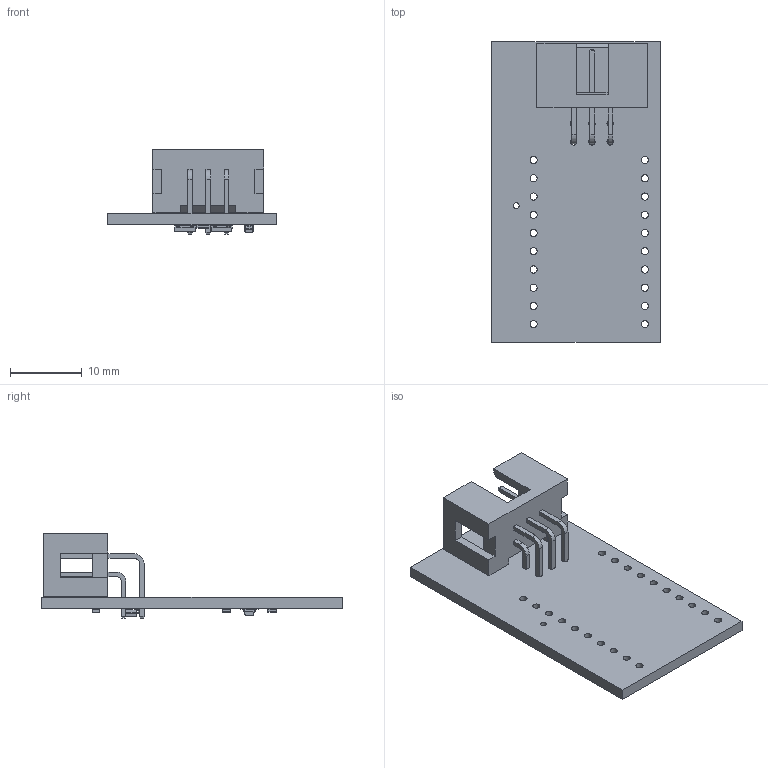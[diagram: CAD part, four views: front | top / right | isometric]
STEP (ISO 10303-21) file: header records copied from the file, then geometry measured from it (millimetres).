
FILE_DESCRIPTION(('KiCad electronic assembly'),'2;1');
FILE_NAME('usb-to-uart-converter-with-module.step','2024-01-06T21:05:26' ,('Pcbnew'),('Kicad'),'Open CASCADE STEP processor 7.7', 'KiCad to STEP converter','Unknown');
FILE_SCHEMA(('AUTOMOTIVE_DESIGN { 1 0 10303 214 1 1 1 1 }'));
Length unit declared in the file: millimetre
Products named in the file (12): usb-to-uart-converter-with-module 1; 2x3_MLW06A; SOLID; sod_323; dfn_2510a_10; sot_23_3; r_0805; usb-to-uart-converter-with-module PCB
Assembly tree (13 placements, depth 3):
  usb-to-uart-converter-with-module 1
    2x3_MLW06A
      SOLID
    sod_323
      SOLID
    dfn_2510a_10
      SOLID
    sot_23_3  x2
      SOLID
    r_0805  x2
      SOLID
    usb-to-uart-converter-with-module PCB
Bounding box: 23.5 x 41.91 x 11.8 mm (x, y, z)
Volume: 2147.3 mm3; surface area: 3474.7 mm2
Topology: 8 solids, 8 shells, 533 faces, 1373 edges, 850 vertices
Faces by surface type: plane 370, cylinder 121, bspline 26, sphere 16
Full cylindrical faces by diameter (mm): 0.8 x1, 0.9 x6, 1 x20
Entity records: 29962 total; most frequent: CARTESIAN_POINT 5980, DIRECTION 4117, LINE 2911, VECTOR 2911, ORIENTED_EDGE 2216, PCURVE 2216, DEFINITIONAL_REPRESENTATION 2216, EDGE_CURVE 1108
